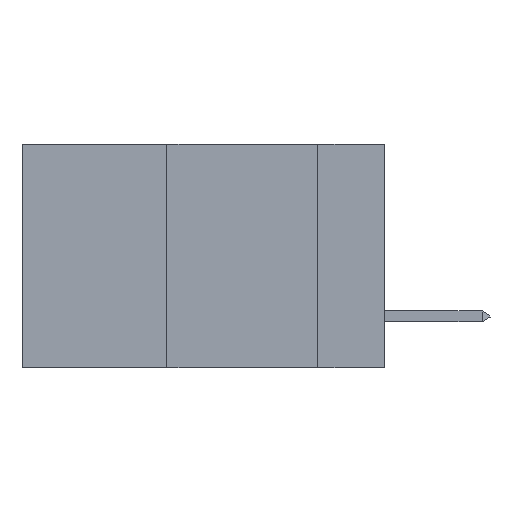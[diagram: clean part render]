
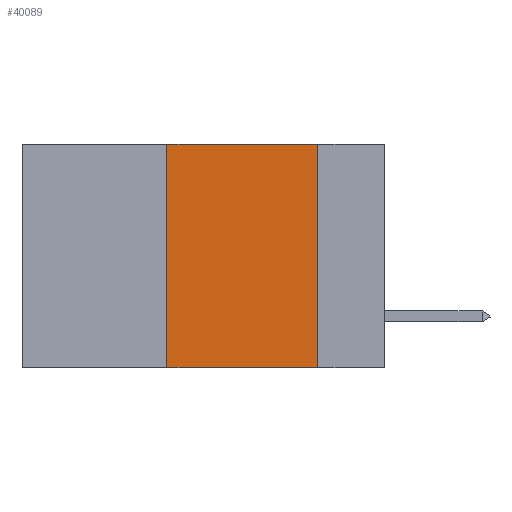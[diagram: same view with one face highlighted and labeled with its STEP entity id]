
A CAD part, left-side view. The second image highlights one B-rep face of the part: STEP entity #40089.
In plain terms, the highlighted planar face has unit normal (-1, 0, 0).
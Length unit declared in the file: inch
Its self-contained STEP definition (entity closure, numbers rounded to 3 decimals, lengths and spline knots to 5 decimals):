
#1686 = VERTEX_POINT ( 'NONE', #37025 ) ;
#2794 = VECTOR ( 'NONE', #43568, 39.37008 ) ;
#3428 = DIRECTION ( 'NONE',  ( 1., 0., 0. ) ) ;
#6986 = CARTESIAN_POINT ( 'NONE',  ( 0., 0.6, 0. ) ) ;
#9934 = CARTESIAN_POINT ( 'NONE',  ( 0., 0.11, -0.37 ) ) ;
#10019 = ORIENTED_EDGE ( 'NONE', *, *, #39988, .F. ) ;
#10293 = EDGE_CURVE ( 'NONE', #18040, #20285, #25214, .T. ) ;
#11879 = VECTOR ( 'NONE', #38598, 39.37008 ) ;
#12135 = CARTESIAN_POINT ( 'NONE',  ( 0., 0.36, 0. ) ) ;
#13359 = LINE ( 'NONE', #15145, #2794 ) ;
#15145 = CARTESIAN_POINT ( 'NONE',  ( 0., 0.6, 0. ) ) ;
#16803 = DIRECTION ( 'NONE',  ( 0., 0., -1. ) ) ;
#17538 = DIRECTION ( 'NONE',  ( 0., 0., -1. ) ) ;
#17893 = ORIENTED_EDGE ( 'NONE', *, *, #45552, .F. ) ;
#18040 = VERTEX_POINT ( 'NONE', #19888 ) ;
#19888 = CARTESIAN_POINT ( 'NONE',  ( 0., 0.36, -0.37 ) ) ;
#20285 = VERTEX_POINT ( 'NONE', #9934 ) ;
#22253 = DIRECTION ( 'NONE',  ( 0., 0., 1. ) ) ;
#23628 = CARTESIAN_POINT ( 'NONE',  ( 0., 0.36, 0. ) ) ;
#25214 = LINE ( 'NONE', #28722, #11879 ) ;
#26732 = EDGE_LOOP ( 'NONE', ( #10019, #27632, #17893, #41183 ) ) ;
#27632 = ORIENTED_EDGE ( 'NONE', *, *, #42282, .F. ) ;
#28722 = CARTESIAN_POINT ( 'NONE',  ( 0., 0.6, -0.37 ) ) ;
#29202 = LINE ( 'NONE', #31243, #35773 ) ;
#29337 = LINE ( 'NONE', #12135, #37644 ) ;
#31243 = CARTESIAN_POINT ( 'NONE',  ( 0., 0.11, 0. ) ) ;
#31946 = FACE_OUTER_BOUND ( 'NONE', #26732, .T. ) ;
#35773 = VECTOR ( 'NONE', #16803, 39.37008 ) ;
#37025 = CARTESIAN_POINT ( 'NONE',  ( 0., 0.11, 0. ) ) ;
#37644 = VECTOR ( 'NONE', #22253, 39.37008 ) ;
#38598 = DIRECTION ( 'NONE',  ( 0., -1., 0. ) ) ;
#39988 = EDGE_CURVE ( 'NONE', #1686, #20285, #29202, .T. ) ;
#40089 = ADVANCED_FACE ( 'NONE', ( #31946 ), #42416, .F. ) ;
#41183 = ORIENTED_EDGE ( 'NONE', *, *, #10293, .T. ) ;
#42282 = EDGE_CURVE ( 'NONE', #45815, #1686, #13359, .T. ) ;
#42416 = PLANE ( 'NONE',  #44666 ) ;
#43568 = DIRECTION ( 'NONE',  ( 0., -1., 0. ) ) ;
#44666 = AXIS2_PLACEMENT_3D ( 'NONE', #6986, #3428, #17538 ) ;
#45552 = EDGE_CURVE ( 'NONE', #18040, #45815, #29337, .T. ) ;
#45815 = VERTEX_POINT ( 'NONE', #23628 ) ;
